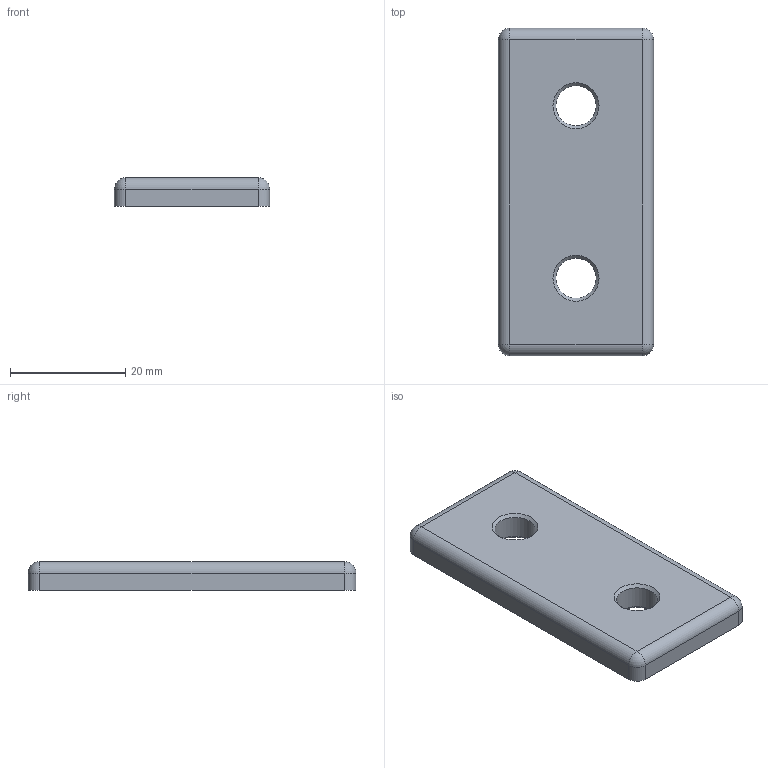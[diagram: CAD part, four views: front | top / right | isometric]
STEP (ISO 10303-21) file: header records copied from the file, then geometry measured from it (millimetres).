
FILE_DESCRIPTION( ( 'STEP AP214' ), '1' );
FILE_NAME( '093VA3060.stp', '2020-06-08T20:18:47', ( 'License CC BY-ND 4.0' ), ( 'CADENAS' ), ' ', 'PARTsolutions', ' ' );
FILE_SCHEMA( ( 'AUTOMOTIVE_DESIGN { 1 0 10303 214 1 1 1 1 }' ) );
Length unit declared in the file: millimetre
Products named in the file (1): _093VA3060
Bounding box: 27 x 57 x 5 mm (x, y, z)
Volume: 7142.6 mm3; surface area: 3792.4 mm2
Topology: 1 solids, 1 shells, 24 faces, 54 edges, 28 vertices
Faces by surface type: cylinder 10, plane 6, cone 4, sphere 4
Full cylindrical faces by diameter (mm): 7 x2
Entity records: 816 total; most frequent: DIRECTION 118, CARTESIAN_POINT 97, ORIENTED_EDGE 88, AXIS2_PLACEMENT_3D 49, EDGE_CURVE 44, EDGE_LOOP 34, VERTEX_POINT 28, FACE_OUTER_BOUND 26
